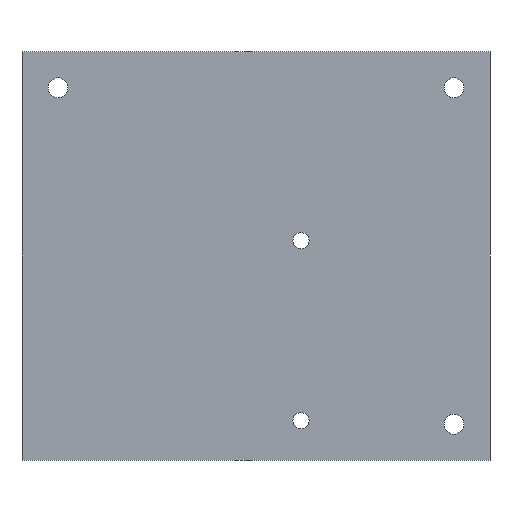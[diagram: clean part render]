
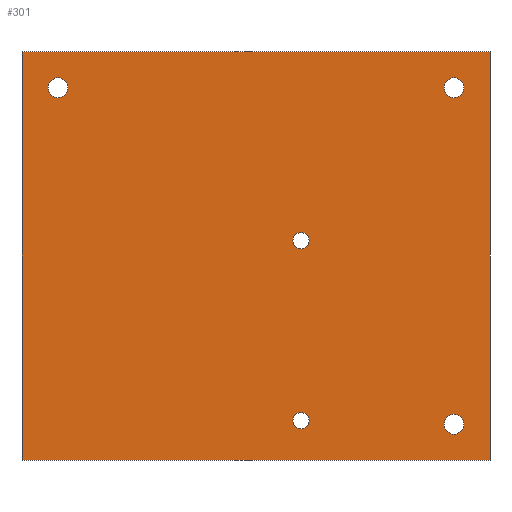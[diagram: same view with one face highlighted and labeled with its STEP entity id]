
A CAD part, front view. The second image highlights one B-rep face of the part: STEP entity #301.
In plain terms, the highlighted planar face has unit normal (0, -1, 0).
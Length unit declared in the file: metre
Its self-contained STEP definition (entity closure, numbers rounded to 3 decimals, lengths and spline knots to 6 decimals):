
#28=LINE('',#474,#49);
#30=LINE('',#478,#51);
#32=LINE('',#482,#53);
#36=LINE('',#489,#57);
#49=VECTOR('',#381,1.);
#51=VECTOR('',#385,1.);
#53=VECTOR('',#389,1.);
#57=VECTOR('',#395,1.);
#98=ORIENTED_EDGE('',*,*,#157,.F.);
#99=ORIENTED_EDGE('',*,*,#158,.F.);
#100=ORIENTED_EDGE('',*,*,#147,.T.);
#101=ORIENTED_EDGE('',*,*,#145,.T.);
#102=ORIENTED_EDGE('',*,*,#153,.F.);
#103=ORIENTED_EDGE('',*,*,#149,.F.);
#104=ORIENTED_EDGE('',*,*,#155,.T.);
#105=ORIENTED_EDGE('',*,*,#154,.T.);
#106=ORIENTED_EDGE('',*,*,#156,.T.);
#145=EDGE_CURVE('',#180,#179,#28,.T.);
#147=EDGE_CURVE('',#181,#180,#30,.T.);
#149=EDGE_CURVE('',#181,#182,#32,.T.);
#153=EDGE_CURVE('',#182,#179,#36,.T.);
#154=EDGE_CURVE('',#184,#184,#199,.T.);
#155=EDGE_CURVE('',#185,#185,#200,.T.);
#156=EDGE_CURVE('',#186,#186,#201,.T.);
#157=EDGE_CURVE('',#187,#187,#202,.F.);
#158=EDGE_CURVE('',#188,#188,#203,.F.);
#179=VERTEX_POINT('',#473);
#180=VERTEX_POINT('',#475);
#181=VERTEX_POINT('',#479);
#182=VERTEX_POINT('',#483);
#184=VERTEX_POINT('',#492);
#185=VERTEX_POINT('',#495);
#186=VERTEX_POINT('',#498);
#187=VERTEX_POINT('',#501);
#188=VERTEX_POINT('',#503);
#199=CIRCLE('',#335,0.00275);
#200=CIRCLE('',#337,0.00275);
#201=CIRCLE('',#339,0.00275);
#202=CIRCLE('',#341,0.00225);
#203=CIRCLE('',#342,0.00225);
#224=EDGE_LOOP('',(#98));
#225=EDGE_LOOP('',(#99));
#226=EDGE_LOOP('',(#100,#101,#102,#103));
#227=EDGE_LOOP('',(#104));
#228=EDGE_LOOP('',(#105));
#229=EDGE_LOOP('',(#106));
#261=FACE_BOUND('',#224,.T.);
#262=FACE_BOUND('',#225,.T.);
#263=FACE_BOUND('',#226,.T.);
#264=FACE_BOUND('',#227,.T.);
#265=FACE_BOUND('',#228,.T.);
#266=FACE_BOUND('',#229,.T.);
#287=PLANE('',#340);
#301=ADVANCED_FACE('',(#261,#262,#263,#264,#265,#266),#287,.F.);
#335=AXIS2_PLACEMENT_3D('',#491,#398,#399);
#337=AXIS2_PLACEMENT_3D('',#494,#402,#403);
#339=AXIS2_PLACEMENT_3D('',#497,#406,#407);
#340=AXIS2_PLACEMENT_3D('',#499,#408,#409);
#341=AXIS2_PLACEMENT_3D('',#500,#410,#411);
#342=AXIS2_PLACEMENT_3D('',#502,#412,#413);
#381=DIRECTION('',(0.,0.,-1.));
#385=DIRECTION('',(-1.,0.,0.));
#389=DIRECTION('',(0.,0.,-1.));
#395=DIRECTION('',(-1.,0.,0.));
#398=DIRECTION('',(0.,1.,0.));
#399=DIRECTION('',(-1.,0.,0.));
#402=DIRECTION('',(0.,1.,0.));
#403=DIRECTION('',(-1.,0.,0.));
#406=DIRECTION('',(0.,1.,0.));
#407=DIRECTION('',(-1.,0.,0.));
#408=DIRECTION('',(0.,1.,0.));
#409=DIRECTION('',(-1.,0.,0.));
#410=DIRECTION('',(0.,1.,0.));
#411=DIRECTION('',(-1.,0.,0.));
#412=DIRECTION('',(0.,1.,0.));
#413=DIRECTION('',(-1.,0.,0.));
#473=CARTESIAN_POINT('',(0.25,0.01,0.055672));
#474=CARTESIAN_POINT('',(0.25,0.01,0.112422));
#475=CARTESIAN_POINT('',(0.25,0.01,0.169172));
#478=CARTESIAN_POINT('',(0.315,0.01,0.169172));
#479=CARTESIAN_POINT('',(0.38,0.01,0.169172));
#482=CARTESIAN_POINT('',(0.38,0.01,0.112422));
#483=CARTESIAN_POINT('',(0.38,0.01,0.055672));
#489=CARTESIAN_POINT('',(0.315,0.01,0.055672));
#491=CARTESIAN_POINT('',(0.37,0.01,0.159172));
#492=CARTESIAN_POINT('',(0.36725,0.01,0.159172));
#494=CARTESIAN_POINT('',(0.26,0.01,0.159172));
#495=CARTESIAN_POINT('',(0.25725,0.01,0.159172));
#497=CARTESIAN_POINT('',(0.37,0.01,0.065672));
#498=CARTESIAN_POINT('',(0.36725,0.01,0.065672));
#499=CARTESIAN_POINT('',(0.185,0.01,0.11717));
#500=CARTESIAN_POINT('',(0.3275,0.01,0.116672));
#501=CARTESIAN_POINT('',(0.32525,0.01,0.116672));
#502=CARTESIAN_POINT('',(0.3275,0.01,0.066672));
#503=CARTESIAN_POINT('',(0.32525,0.01,0.066672));
